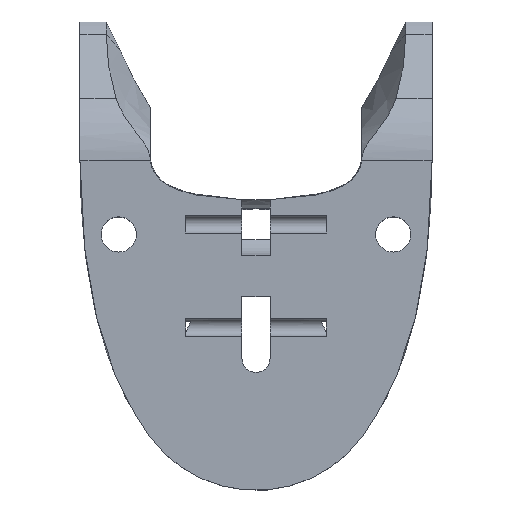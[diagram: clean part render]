
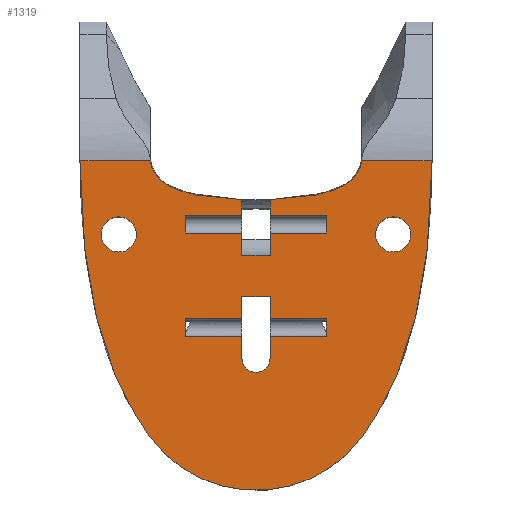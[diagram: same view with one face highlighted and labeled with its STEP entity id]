
A CAD part, top view. The second image highlights one B-rep face of the part: STEP entity #1319.
In plain terms, the highlighted planar face has unit normal (0, 0, 1).
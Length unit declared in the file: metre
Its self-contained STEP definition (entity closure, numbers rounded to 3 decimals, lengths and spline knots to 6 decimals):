
#45=B_SPLINE_CURVE_WITH_KNOTS('',2,(#2078,#2079,#2080),.UNSPECIFIED.,.F.,
 .F.,(3,3),(0.,1.),.PIECEWISE_BEZIER_KNOTS.);
#48=B_SPLINE_CURVE_WITH_KNOTS('',2,(#2105,#2106,#2107),.UNSPECIFIED.,.F.,
 .F.,(3,3),(0.,1.),.PIECEWISE_BEZIER_KNOTS.);
#49=B_SPLINE_CURVE_WITH_KNOTS('',3,(#2111,#2112,#2113,#2114),
 .UNSPECIFIED.,.F.,.F.,(4,4),(0.,1.),.PIECEWISE_BEZIER_KNOTS.);
#50=B_SPLINE_CURVE_WITH_KNOTS('',3,(#2118,#2119,#2120,#2121),
 .UNSPECIFIED.,.F.,.F.,(4,4),(0.,1.),.PIECEWISE_BEZIER_KNOTS.);
#102=LINE('',#1904,#204);
#106=LINE('',#1912,#208);
#108=LINE('',#1916,#210);
#110=LINE('',#1920,#212);
#112=LINE('',#1924,#214);
#115=LINE('',#1930,#217);
#117=LINE('',#1934,#219);
#119=LINE('',#1938,#221);
#122=LINE('',#1944,#224);
#124=LINE('',#1948,#226);
#126=LINE('',#1952,#228);
#129=LINE('',#1957,#231);
#132=LINE('',#1965,#234);
#134=LINE('',#1969,#236);
#136=LINE('',#1973,#238);
#138=LINE('',#1977,#240);
#140=LINE('',#1980,#242);
#141=LINE('',#1982,#243);
#142=LINE('',#1984,#244);
#147=LINE('',#1994,#249);
#150=LINE('',#2015,#252);
#154=LINE('',#2021,#256);
#158=LINE('',#2049,#260);
#161=LINE('',#2109,#263);
#204=VECTOR('',#1561,1.);
#208=VECTOR('',#1567,1.);
#210=VECTOR('',#1571,1.);
#212=VECTOR('',#1575,1.);
#214=VECTOR('',#1579,1.);
#217=VECTOR('',#1584,1.);
#219=VECTOR('',#1588,1.);
#221=VECTOR('',#1592,1.);
#224=VECTOR('',#1597,1.);
#226=VECTOR('',#1601,1.);
#228=VECTOR('',#1605,1.);
#231=VECTOR('',#1608,1.);
#234=VECTOR('',#1617,1.);
#236=VECTOR('',#1621,1.);
#238=VECTOR('',#1625,1.);
#240=VECTOR('',#1629,1.);
#242=VECTOR('',#1631,1.);
#243=VECTOR('',#1634,1.);
#244=VECTOR('',#1637,1.);
#249=VECTOR('',#1644,1.);
#252=VECTOR('',#1659,1.);
#256=VECTOR('',#1663,1.);
#260=VECTOR('',#1679,1.);
#263=VECTOR('',#1698,1.);
#503=ORIENTED_EDGE('',*,*,#781,.T.);
#504=ORIENTED_EDGE('',*,*,#778,.T.);
#505=ORIENTED_EDGE('',*,*,#776,.F.);
#506=ORIENTED_EDGE('',*,*,#774,.T.);
#507=ORIENTED_EDGE('',*,*,#772,.T.);
#508=ORIENTED_EDGE('',*,*,#780,.T.);
#509=ORIENTED_EDGE('',*,*,#769,.T.);
#510=ORIENTED_EDGE('',*,*,#765,.F.);
#511=ORIENTED_EDGE('',*,*,#763,.F.);
#512=ORIENTED_EDGE('',*,*,#761,.F.);
#513=ORIENTED_EDGE('',*,*,#758,.T.);
#514=ORIENTED_EDGE('',*,*,#768,.F.);
#515=ORIENTED_EDGE('',*,*,#819,.T.);
#516=ORIENTED_EDGE('',*,*,#795,.T.);
#517=ORIENTED_EDGE('',*,*,#756,.F.);
#518=ORIENTED_EDGE('',*,*,#754,.F.);
#519=ORIENTED_EDGE('',*,*,#751,.T.);
#520=ORIENTED_EDGE('',*,*,#799,.T.);
#521=ORIENTED_EDGE('',*,*,#821,.T.);
#522=ORIENTED_EDGE('',*,*,#822,.T.);
#523=ORIENTED_EDGE('',*,*,#823,.T.);
#524=ORIENTED_EDGE('',*,*,#824,.F.);
#525=ORIENTED_EDGE('',*,*,#825,.F.);
#526=ORIENTED_EDGE('',*,*,#807,.F.);
#527=ORIENTED_EDGE('',*,*,#813,.F.);
#528=ORIENTED_EDGE('',*,*,#782,.F.);
#529=ORIENTED_EDGE('',*,*,#749,.F.);
#530=ORIENTED_EDGE('',*,*,#747,.T.);
#531=ORIENTED_EDGE('',*,*,#745,.T.);
#532=ORIENTED_EDGE('',*,*,#788,.F.);
#533=ORIENTED_EDGE('',*,*,#741,.F.);
#534=ORIENTED_EDGE('',*,*,#817,.F.);
#741=EDGE_CURVE('',#934,#935,#102,.T.);
#745=EDGE_CURVE('',#937,#936,#106,.T.);
#747=EDGE_CURVE('',#938,#937,#108,.T.);
#749=EDGE_CURVE('',#938,#939,#110,.T.);
#751=EDGE_CURVE('',#940,#941,#112,.T.);
#754=EDGE_CURVE('',#940,#942,#115,.T.);
#756=EDGE_CURVE('',#942,#943,#117,.T.);
#758=EDGE_CURVE('',#944,#945,#119,.T.);
#761=EDGE_CURVE('',#944,#946,#122,.T.);
#763=EDGE_CURVE('',#946,#947,#124,.T.);
#765=EDGE_CURVE('',#947,#948,#126,.T.);
#768=EDGE_CURVE('',#949,#945,#129,.T.);
#769=EDGE_CURVE('',#950,#948,#1043,.T.);
#772=EDGE_CURVE('',#952,#951,#132,.T.);
#774=EDGE_CURVE('',#953,#952,#134,.T.);
#776=EDGE_CURVE('',#953,#954,#136,.T.);
#778=EDGE_CURVE('',#955,#954,#138,.T.);
#780=EDGE_CURVE('',#951,#950,#140,.T.);
#781=EDGE_CURVE('',#949,#955,#141,.T.);
#782=EDGE_CURVE('',#939,#956,#142,.T.);
#788=EDGE_CURVE('',#935,#936,#147,.T.);
#795=EDGE_CURVE('',#934,#943,#150,.T.);
#799=EDGE_CURVE('',#941,#965,#154,.T.);
#807=EDGE_CURVE('',#970,#971,#158,.F.);
#813=EDGE_CURVE('',#956,#970,#45,.T.);
#817=EDGE_CURVE('',#978,#978,#1050,.T.);
#819=EDGE_CURVE('',#980,#980,#1052,.T.);
#821=EDGE_CURVE('',#965,#982,#48,.T.);
#822=EDGE_CURVE('',#982,#983,#161,.F.);
#823=EDGE_CURVE('',#983,#984,#49,.T.);
#824=EDGE_CURVE('',#985,#984,#1054,.T.);
#825=EDGE_CURVE('',#971,#985,#50,.T.);
#934=VERTEX_POINT('',#1905);
#935=VERTEX_POINT('',#1906);
#936=VERTEX_POINT('',#1911);
#937=VERTEX_POINT('',#1913);
#938=VERTEX_POINT('',#1917);
#939=VERTEX_POINT('',#1921);
#940=VERTEX_POINT('',#1925);
#941=VERTEX_POINT('',#1926);
#942=VERTEX_POINT('',#1931);
#943=VERTEX_POINT('',#1935);
#944=VERTEX_POINT('',#1939);
#945=VERTEX_POINT('',#1940);
#946=VERTEX_POINT('',#1945);
#947=VERTEX_POINT('',#1949);
#948=VERTEX_POINT('',#1953);
#949=VERTEX_POINT('',#1956);
#950=VERTEX_POINT('',#1960);
#951=VERTEX_POINT('',#1964);
#952=VERTEX_POINT('',#1966);
#953=VERTEX_POINT('',#1970);
#954=VERTEX_POINT('',#1974);
#955=VERTEX_POINT('',#1978);
#956=VERTEX_POINT('',#1985);
#965=VERTEX_POINT('',#2020);
#970=VERTEX_POINT('',#2048);
#971=VERTEX_POINT('',#2050);
#978=VERTEX_POINT('',#2096);
#980=VERTEX_POINT('',#2101);
#982=VERTEX_POINT('',#2108);
#983=VERTEX_POINT('',#2110);
#984=VERTEX_POINT('',#2115);
#985=VERTEX_POINT('',#2117);
#1043=CIRCLE('',#1404,0.0016);
#1050=CIRCLE('',#1426,0.002);
#1052=CIRCLE('',#1429,0.002);
#1054=CIRCLE('',#1432,0.015);
#1125=EDGE_LOOP('',(#503,#504,#505,#506,#507,#508,#509,#510,#511,#512,#513,
#514));
#1126=EDGE_LOOP('',(#515));
#1127=EDGE_LOOP('',(#516,#517,#518,#519,#520,#521,#522,#523,#524,#525,#526,
#527,#528,#529,#530,#531,#532,#533));
#1128=EDGE_LOOP('',(#534));
#1209=FACE_BOUND('',#1125,.T.);
#1210=FACE_BOUND('',#1126,.T.);
#1211=FACE_BOUND('',#1127,.T.);
#1212=FACE_BOUND('',#1128,.T.);
#1271=PLANE('',#1431);
#1319=ADVANCED_FACE('',(#1209,#1210,#1211,#1212),#1271,.F.);
#1404=AXIS2_PLACEMENT_3D('',#1959,#1611,#1612);
#1426=AXIS2_PLACEMENT_3D('',#2095,#1686,#1687);
#1429=AXIS2_PLACEMENT_3D('',#2100,#1692,#1693);
#1431=AXIS2_PLACEMENT_3D('',#2104,#1696,#1697);
#1432=AXIS2_PLACEMENT_3D('',#2116,#1699,#1700);
#1561=DIRECTION('',(1.,0.,0.));
#1567=DIRECTION('',(-1.,0.,0.));
#1571=DIRECTION('',(0.,-1.,0.));
#1575=DIRECTION('',(-1.,0.,0.));
#1579=DIRECTION('',(1.,0.,0.));
#1584=DIRECTION('',(0.,-1.,0.));
#1588=DIRECTION('',(1.,0.,0.));
#1592=DIRECTION('',(1.,0.,0.));
#1597=DIRECTION('',(0.,-1.,0.));
#1601=DIRECTION('',(1.,0.,0.));
#1605=DIRECTION('',(0.,-1.,0.));
#1608=DIRECTION('',(0.,-1.,0.));
#1611=DIRECTION('',(0.,0.,-1.));
#1612=DIRECTION('',(-1.,0.,0.));
#1617=DIRECTION('',(-1.,0.,0.));
#1621=DIRECTION('',(0.,-1.,0.));
#1625=DIRECTION('',(-1.,0.,0.));
#1629=DIRECTION('',(0.,-1.,0.));
#1631=DIRECTION('',(0.,-1.,0.));
#1634=DIRECTION('',(1.,0.,0.));
#1637=DIRECTION('',(0.,1.,0.));
#1644=DIRECTION('',(0.,1.,0.));
#1659=DIRECTION('',(0.,1.,0.));
#1663=DIRECTION('',(0.,1.,0.));
#1679=DIRECTION('',(-1.,0.,0.));
#1686=DIRECTION('',(0.,0.,1.));
#1687=DIRECTION('',(1.,0.,0.));
#1692=DIRECTION('',(0.,0.,-1.));
#1693=DIRECTION('',(-1.,0.,0.));
#1696=DIRECTION('',(0.,0.,-1.));
#1697=DIRECTION('',(1.,0.,0.));
#1698=DIRECTION('',(1.,0.,0.));
#1699=DIRECTION('',(0.,0.,-1.));
#1700=DIRECTION('',(-1.,0.,0.));
#1904=CARTESIAN_POINT('',(-0.0016,0.011728,0.018));
#1905=CARTESIAN_POINT('',(-0.0016,0.011728,0.018));
#1906=CARTESIAN_POINT('',(0.0016,0.011728,0.018));
#1911=CARTESIAN_POINT('',(0.0016,0.014228,0.018));
#1912=CARTESIAN_POINT('',(0.008,0.014228,0.018));
#1913=CARTESIAN_POINT('',(0.008,0.014228,0.018));
#1916=CARTESIAN_POINT('',(0.008,0.014228,0.018));
#1917=CARTESIAN_POINT('',(0.008,0.016228,0.018));
#1920=CARTESIAN_POINT('',(0.008,0.016228,0.018));
#1921=CARTESIAN_POINT('',(0.0016,0.016228,0.018));
#1924=CARTESIAN_POINT('',(-0.008,0.016228,0.018));
#1925=CARTESIAN_POINT('',(-0.008,0.016228,0.018));
#1926=CARTESIAN_POINT('',(-0.0016,0.016228,0.018));
#1930=CARTESIAN_POINT('',(-0.008,0.014228,0.018));
#1931=CARTESIAN_POINT('',(-0.008,0.014228,0.018));
#1934=CARTESIAN_POINT('',(-0.008,0.014228,0.018));
#1935=CARTESIAN_POINT('',(-0.0016,0.014228,0.018));
#1938=CARTESIAN_POINT('',(-0.008,0.0045,0.018));
#1939=CARTESIAN_POINT('',(-0.008,0.0045,0.018));
#1940=CARTESIAN_POINT('',(-0.0016,0.0045,0.018));
#1944=CARTESIAN_POINT('',(-0.008,0.0025,0.018));
#1945=CARTESIAN_POINT('',(-0.008,0.0025,0.018));
#1948=CARTESIAN_POINT('',(-0.008,0.0025,0.018));
#1949=CARTESIAN_POINT('',(-0.0016,0.0025,0.018));
#1952=CARTESIAN_POINT('',(-0.0016,0.,0.018));
#1953=CARTESIAN_POINT('',(-0.0016,0.,0.018));
#1956=CARTESIAN_POINT('',(-0.0016,0.007,0.018));
#1957=CARTESIAN_POINT('',(-0.0016,0.,0.018));
#1959=CARTESIAN_POINT('',(0.,0.,0.018));
#1960=CARTESIAN_POINT('',(0.0016,0.,0.018));
#1964=CARTESIAN_POINT('',(0.0016,0.0025,0.018));
#1965=CARTESIAN_POINT('',(0.008,0.0025,0.018));
#1966=CARTESIAN_POINT('',(0.008,0.0025,0.018));
#1969=CARTESIAN_POINT('',(0.008,0.0025,0.018));
#1970=CARTESIAN_POINT('',(0.008,0.0045,0.018));
#1973=CARTESIAN_POINT('',(0.008,0.0045,0.018));
#1974=CARTESIAN_POINT('',(0.0016,0.0045,0.018));
#1977=CARTESIAN_POINT('',(0.0016,0.,0.018));
#1978=CARTESIAN_POINT('',(0.0016,0.007,0.018));
#1980=CARTESIAN_POINT('',(0.0016,0.,0.018));
#1982=CARTESIAN_POINT('',(0.0016,0.007,0.018));
#1984=CARTESIAN_POINT('',(0.0016,0.011728,0.018));
#1985=CARTESIAN_POINT('',(0.0016,0.018023,0.018));
#1994=CARTESIAN_POINT('',(0.0016,0.011728,0.018));
#2015=CARTESIAN_POINT('',(-0.0016,0.011728,0.018));
#2020=CARTESIAN_POINT('',(-0.0016,0.018023,0.018));
#2021=CARTESIAN_POINT('',(-0.0016,0.011728,0.018));
#2048=CARTESIAN_POINT('',(0.011985,0.022414,0.018));
#2049=CARTESIAN_POINT('',(-0.011781,0.022414,0.018));
#2050=CARTESIAN_POINT('',(0.019995,0.022414,0.018));
#2078=CARTESIAN_POINT('',(-930.847078,365.408766,0.018));
#2079=CARTESIAN_POINT('',(929.967465,-367.65008,0.018));
#2080=CARTESIAN_POINT('',(-929.040728,369.977587,0.018));
#2095=CARTESIAN_POINT('',(-0.015596,0.014063,0.018));
#2096=CARTESIAN_POINT('',(-0.013596,0.014063,0.018));
#2100=CARTESIAN_POINT('',(0.015596,0.014063,0.018));
#2101=CARTESIAN_POINT('',(0.013596,0.014063,0.018));
#2104=CARTESIAN_POINT('',(-0.011781,0.021548,0.018));
#2105=CARTESIAN_POINT('',(930.847078,365.408766,0.018));
#2106=CARTESIAN_POINT('',(-929.967465,-367.65008,0.018));
#2107=CARTESIAN_POINT('',(929.040728,369.977587,0.018));
#2108=CARTESIAN_POINT('',(-0.011985,0.022414,0.018));
#2109=CARTESIAN_POINT('',(0.011781,0.022414,0.018));
#2110=CARTESIAN_POINT('',(-0.019995,0.022414,0.018));
#2111=CARTESIAN_POINT('',(-0.02,0.023664,0.018));
#2112=CARTESIAN_POINT('',(-0.02,0.012142,0.018));
#2113=CARTESIAN_POINT('',(-0.018682,0.000267,0.018));
#2114=CARTESIAN_POINT('',(-0.012169,-0.00877,0.018));
#2115=CARTESIAN_POINT('',(-0.012169,-0.00877,0.018));
#2116=CARTESIAN_POINT('',(0.,0.,0.018));
#2117=CARTESIAN_POINT('',(0.012169,-0.00877,0.018));
#2118=CARTESIAN_POINT('',(0.02,0.023664,0.018));
#2119=CARTESIAN_POINT('',(0.02,0.012142,0.018));
#2120=CARTESIAN_POINT('',(0.018682,0.000267,0.018));
#2121=CARTESIAN_POINT('',(0.012169,-0.00877,0.018));
